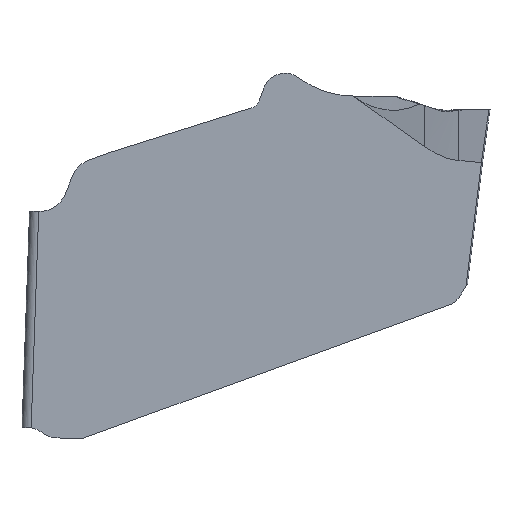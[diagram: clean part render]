
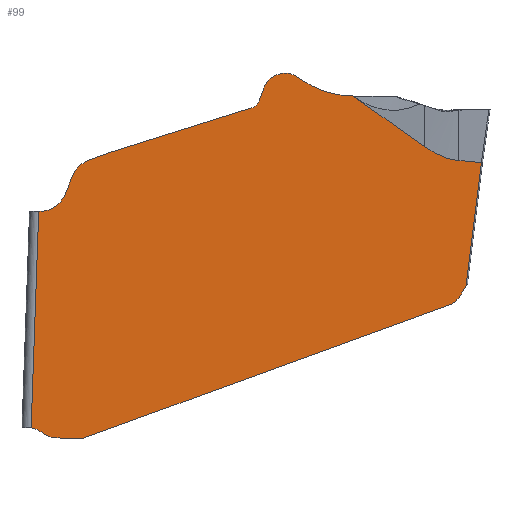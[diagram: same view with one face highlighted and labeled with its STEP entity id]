
A CAD part, left-side view. The second image highlights one B-rep face of the part: STEP entity #99.
In plain terms, the highlighted planar face has unit normal (-1, 0, 0).
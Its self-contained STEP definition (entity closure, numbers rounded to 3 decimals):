
#99=ADVANCED_FACE('',(#197),#173,.T.);
#173=PLANE('',#2014);
#197=FACE_OUTER_BOUND('',#273,.T.);
#273=EDGE_LOOP('',(#401,#402,#403,#404,#405,#406,#407,#408,#409,#410,#411,
#412,#413,#414,#415,#416,#417,#418,#419,#420,#421,#422,#423,#424));
#401=ORIENTED_EDGE('',*,*,#944,.F.);
#402=ORIENTED_EDGE('',*,*,#945,.F.);
#403=ORIENTED_EDGE('',*,*,#946,.F.);
#404=ORIENTED_EDGE('',*,*,#947,.F.);
#405=ORIENTED_EDGE('',*,*,#948,.F.);
#406=ORIENTED_EDGE('',*,*,#894,.T.);
#407=ORIENTED_EDGE('',*,*,#949,.T.);
#408=ORIENTED_EDGE('',*,*,#950,.F.);
#409=ORIENTED_EDGE('',*,*,#951,.F.);
#410=ORIENTED_EDGE('',*,*,#952,.T.);
#411=ORIENTED_EDGE('',*,*,#953,.T.);
#412=ORIENTED_EDGE('',*,*,#954,.F.);
#413=ORIENTED_EDGE('',*,*,#955,.T.);
#414=ORIENTED_EDGE('',*,*,#956,.T.);
#415=ORIENTED_EDGE('',*,*,#957,.T.);
#416=ORIENTED_EDGE('',*,*,#958,.T.);
#417=ORIENTED_EDGE('',*,*,#959,.T.);
#418=ORIENTED_EDGE('',*,*,#960,.T.);
#419=ORIENTED_EDGE('',*,*,#961,.F.);
#420=ORIENTED_EDGE('',*,*,#962,.F.);
#421=ORIENTED_EDGE('',*,*,#963,.F.);
#422=ORIENTED_EDGE('',*,*,#921,.F.);
#423=ORIENTED_EDGE('',*,*,#943,.F.);
#424=ORIENTED_EDGE('',*,*,#941,.T.);
#760=VERTEX_POINT('',#2678);
#761=VERTEX_POINT('',#2680);
#785=VERTEX_POINT('',#2742);
#787=VERTEX_POINT('',#2745);
#803=VERTEX_POINT('',#2807);
#804=VERTEX_POINT('',#2809);
#805=VERTEX_POINT('',#2815);
#806=VERTEX_POINT('',#2817);
#807=VERTEX_POINT('',#2823);
#808=VERTEX_POINT('',#2825);
#809=VERTEX_POINT('',#2828);
#810=VERTEX_POINT('',#2830);
#811=VERTEX_POINT('',#2832);
#812=VERTEX_POINT('',#2834);
#813=VERTEX_POINT('',#2836);
#814=VERTEX_POINT('',#2838);
#815=VERTEX_POINT('',#2840);
#816=VERTEX_POINT('',#2842);
#817=VERTEX_POINT('',#2844);
#818=VERTEX_POINT('',#2846);
#819=VERTEX_POINT('',#2848);
#820=VERTEX_POINT('',#2850);
#821=VERTEX_POINT('',#2852);
#822=VERTEX_POINT('',#2854);
#894=EDGE_CURVE('',#761,#760,#1504,.T.);
#921=EDGE_CURVE('',#785,#787,#1242,.T.);
#941=EDGE_CURVE('',#804,#803,#1243,.T.);
#943=EDGE_CURVE('',#804,#785,#1532,.T.);
#944=EDGE_CURVE('',#805,#803,#1533,.T.);
#945=EDGE_CURVE('',#806,#805,#1534,.T.);
#946=EDGE_CURVE('',#807,#806,#1163,.T.);
#947=EDGE_CURVE('',#808,#807,#1535,.T.);
#948=EDGE_CURVE('',#761,#808,#1536,.T.);
#949=EDGE_CURVE('',#760,#809,#1244,.T.);
#950=EDGE_CURVE('',#810,#809,#1245,.T.);
#951=EDGE_CURVE('',#811,#810,#1537,.T.);
#952=EDGE_CURVE('',#811,#812,#1246,.T.);
#953=EDGE_CURVE('',#812,#813,#1538,.T.);
#954=EDGE_CURVE('',#814,#813,#1247,.T.);
#955=EDGE_CURVE('',#814,#815,#1539,.T.);
#956=EDGE_CURVE('',#815,#816,#1248,.T.);
#957=EDGE_CURVE('',#816,#817,#1540,.T.);
#958=EDGE_CURVE('',#817,#818,#1249,.T.);
#959=EDGE_CURVE('',#818,#819,#1541,.T.);
#960=EDGE_CURVE('',#819,#820,#1250,.T.);
#961=EDGE_CURVE('',#821,#820,#1251,.T.);
#962=EDGE_CURVE('',#822,#821,#1542,.T.);
#963=EDGE_CURVE('',#787,#822,#1543,.T.);
#1163=B_SPLINE_CURVE_WITH_KNOTS('',3,(#2818,#2819,#2820,#2821,#2822),
 .UNSPECIFIED.,.F.,.F.,(4,1,4),(0.,0.5,1.),.UNSPECIFIED.);
#1242=CIRCLE('',#1998,0.5);
#1243=CIRCLE('',#2003,0.3);
#1244=CIRCLE('',#2006,2.);
#1245=CIRCLE('',#2007,0.495);
#1246=CIRCLE('',#2008,0.25);
#1247=CIRCLE('',#2009,0.5);
#1248=CIRCLE('',#2010,0.6);
#1249=CIRCLE('',#2011,0.6);
#1250=CIRCLE('',#2012,0.5);
#1251=CIRCLE('',#2013,0.5);
#1504=LINE('',#2679,#1647);
#1532=LINE('',#2812,#1675);
#1533=LINE('',#2814,#1676);
#1534=LINE('',#2816,#1677);
#1535=LINE('',#2824,#1678);
#1536=LINE('',#2826,#1679);
#1537=LINE('',#2831,#1680);
#1538=LINE('',#2835,#1681);
#1539=LINE('',#2839,#1682);
#1540=LINE('',#2843,#1683);
#1541=LINE('',#2847,#1684);
#1542=LINE('',#2853,#1685);
#1543=LINE('',#2855,#1686);
#1647=VECTOR('',#2116,1.);
#1675=VECTOR('',#2180,1.);
#1676=VECTOR('',#2183,1.);
#1677=VECTOR('',#2184,1.);
#1678=VECTOR('',#2185,1.);
#1679=VECTOR('',#2186,1.);
#1680=VECTOR('',#2191,1.);
#1681=VECTOR('',#2194,1.);
#1682=VECTOR('',#2197,1.);
#1683=VECTOR('',#2200,1.);
#1684=VECTOR('',#2203,1.);
#1685=VECTOR('',#2208,1.);
#1686=VECTOR('',#2209,1.);
#1998=AXIS2_PLACEMENT_3D('',#2744,#2153,#2154);
#2003=AXIS2_PLACEMENT_3D('',#2808,#2175,#2176);
#2006=AXIS2_PLACEMENT_3D('',#2827,#2187,#2188);
#2007=AXIS2_PLACEMENT_3D('',#2829,#2189,#2190);
#2008=AXIS2_PLACEMENT_3D('',#2833,#2192,#2193);
#2009=AXIS2_PLACEMENT_3D('',#2837,#2195,#2196);
#2010=AXIS2_PLACEMENT_3D('',#2841,#2198,#2199);
#2011=AXIS2_PLACEMENT_3D('',#2845,#2201,#2202);
#2012=AXIS2_PLACEMENT_3D('',#2849,#2204,#2205);
#2013=AXIS2_PLACEMENT_3D('',#2851,#2206,#2207);
#2014=AXIS2_PLACEMENT_3D('',#2856,#2210,#2211);
#2116=DIRECTION('',(0.,1.,0.));
#2153=DIRECTION('',(1.,0.,0.));
#2154=DIRECTION('',(0.,-0.866,-0.5));
#2175=DIRECTION('',(1.,0.,0.));
#2176=DIRECTION('',(0.,0.866,0.5));
#2180=DIRECTION('',(0.,0.5,-0.866));
#2183=DIRECTION('',(0.,0.123,-0.992));
#2184=DIRECTION('',(0.,-0.996,-0.092));
#2185=DIRECTION('',(0.,-0.815,-0.579));
#2186=DIRECTION('',(0.,0.035,-0.999));
#2187=DIRECTION('',(1.,0.,0.));
#2188=DIRECTION('',(0.,0.,-1.));
#2189=DIRECTION('',(1.,0.,0.));
#2190=DIRECTION('',(0.,0.94,0.342));
#2191=DIRECTION('',(0.,-0.342,0.94));
#2192=DIRECTION('',(1.,0.,0.));
#2193=DIRECTION('',(0.,-0.94,-0.342));
#2194=DIRECTION('',(0.,0.954,-0.301));
#2195=DIRECTION('',(1.,0.,0.));
#2196=DIRECTION('',(0.,0.342,0.94));
#2197=DIRECTION('',(0.,0.94,-0.342));
#2198=DIRECTION('',(-1.,0.,0.));
#2199=DIRECTION('',(0.,0.342,0.94));
#2200=DIRECTION('',(0.,0.375,-0.927));
#2201=DIRECTION('',(1.,0.,0.));
#2202=DIRECTION('',(0.,-0.927,-0.375));
#2203=DIRECTION('',(0.,0.035,-0.999));
#2204=DIRECTION('',(1.,0.,0.));
#2205=DIRECTION('',(0.,-0.135,0.991));
#2206=DIRECTION('',(1.,0.,0.));
#2207=DIRECTION('',(0.,0.035,-0.999));
#2208=DIRECTION('',(0.,0.999,0.035));
#2209=DIRECTION('',(0.,0.94,-0.342));
#2210=DIRECTION('',(-1.,0.,0.));
#2211=DIRECTION('',(0.,0.999,0.035));
#2678=CARTESIAN_POINT('',(-1.05,3.,0.3));
#2679=CARTESIAN_POINT('',(-1.05,2.998,0.3));
#2680=CARTESIAN_POINT('',(-1.05,2.998,0.3));
#2742=CARTESIAN_POINT('',(-1.05,0.659,-4.053));
#2744=CARTESIAN_POINT('',(-1.05,1.092,-3.803));
#2745=CARTESIAN_POINT('',(-1.05,0.921,-4.273));
#2807=CARTESIAN_POINT('',(-1.05,0.54,-3.848));
#2808=CARTESIAN_POINT('',(-1.05,0.286,-4.008));
#2809=CARTESIAN_POINT('',(-1.05,0.546,-3.858));
#2812=CARTESIAN_POINT('',(-1.05,0.546,-3.858));
#2814=CARTESIAN_POINT('',(-1.05,0.206,-1.154));
#2815=CARTESIAN_POINT('',(-1.05,0.206,-1.154));
#2816=CARTESIAN_POINT('',(-1.05,0.696,-1.109));
#2817=CARTESIAN_POINT('',(-1.05,0.696,-1.109));
#2818=CARTESIAN_POINT('',(-1.05,1.45,-0.806));
#2819=CARTESIAN_POINT('',(-1.05,1.336,-0.887));
#2820=CARTESIAN_POINT('',(-1.05,1.098,-1.024));
#2821=CARTESIAN_POINT('',(-1.05,0.836,-1.096));
#2822=CARTESIAN_POINT('',(-1.05,0.696,-1.109));
#2823=CARTESIAN_POINT('',(-1.05,1.45,-0.806));
#2824=CARTESIAN_POINT('',(-1.05,2.998,0.292));
#2825=CARTESIAN_POINT('',(-1.05,2.998,0.292));
#2826=CARTESIAN_POINT('',(-1.05,2.998,0.3));
#2827=CARTESIAN_POINT('',(-1.05,3.,2.3));
#2828=CARTESIAN_POINT('',(-1.05,4.201,0.701));
#2829=CARTESIAN_POINT('',(-1.05,4.498,0.305));
#2830=CARTESIAN_POINT('',(-1.05,4.963,0.474));
#2831=CARTESIAN_POINT('',(-1.05,5.064,0.196));
#2832=CARTESIAN_POINT('',(-1.05,5.064,0.196));
#2833=CARTESIAN_POINT('',(-1.05,5.299,0.282));
#2834=CARTESIAN_POINT('',(-1.05,5.224,0.043));
#2835=CARTESIAN_POINT('',(-1.05,5.224,0.043));
#2836=CARTESIAN_POINT('',(-1.05,8.331,-0.936));
#2837=CARTESIAN_POINT('',(-1.05,8.18,-1.413));
#2838=CARTESIAN_POINT('',(-1.05,8.351,-0.943));
#2839=CARTESIAN_POINT('',(-1.05,8.351,-0.943));
#2840=CARTESIAN_POINT('',(-1.05,8.792,-1.104));
#2841=CARTESIAN_POINT('',(-1.05,8.587,-1.667));
#2842=CARTESIAN_POINT('',(-1.05,9.143,-1.443));
#2843=CARTESIAN_POINT('',(-1.05,9.143,-1.443));
#2844=CARTESIAN_POINT('',(-1.05,9.306,-1.847));
#2845=CARTESIAN_POINT('',(-1.05,9.863,-1.622));
#2846=CARTESIAN_POINT('',(-1.05,9.884,-2.222));
#2847=CARTESIAN_POINT('',(-1.05,9.884,-2.222));
#2848=CARTESIAN_POINT('',(-1.05,10.049,-6.956));
#2849=CARTESIAN_POINT('',(-1.05,10.116,-7.451));
#2850=CARTESIAN_POINT('',(-1.05,9.802,-7.062));
#2851=CARTESIAN_POINT('',(-1.05,9.489,-6.673));
#2852=CARTESIAN_POINT('',(-1.05,9.506,-7.173));
#2853=CARTESIAN_POINT('',(-1.05,8.943,-7.192));
#2854=CARTESIAN_POINT('',(-1.05,8.943,-7.192));
#2855=CARTESIAN_POINT('',(-1.05,0.921,-4.273));
#2856=CARTESIAN_POINT('',(-1.05,9.772,0.969));
